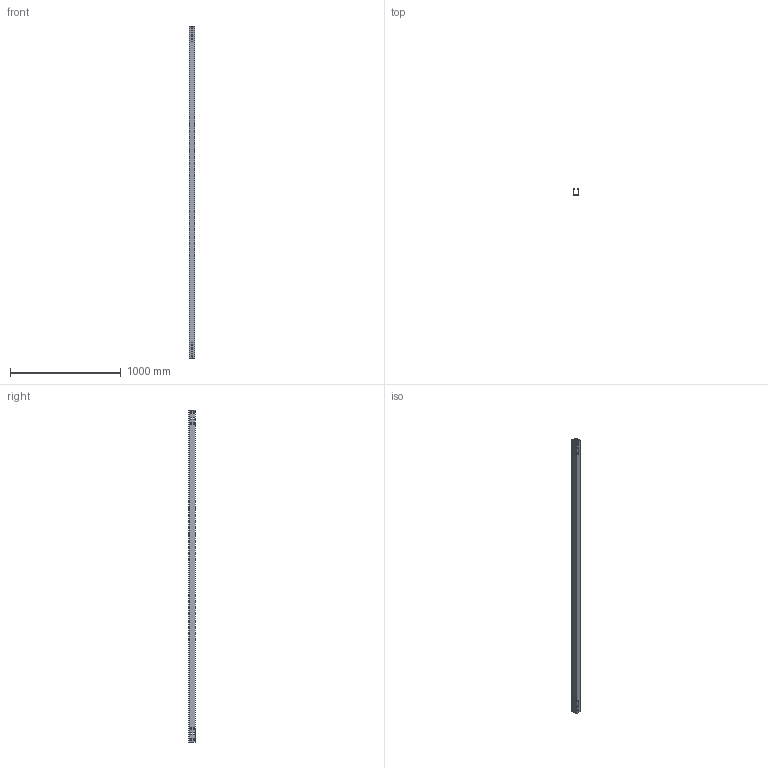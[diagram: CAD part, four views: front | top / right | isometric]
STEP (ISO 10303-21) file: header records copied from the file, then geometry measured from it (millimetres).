
FILE_DESCRIPTION((''),'2;1');
FILE_NAME('6055052','2012-07-18T',('AndreasKeweloh'),(''),'PRO/ENGINEER BY PARAMETRIC TECHNOLOGY CORPORATION, 2012130','PRO/ENGINEER BY PARAMETRIC TECHNOLOGY CORPORATION, 2012130','');
FILE_SCHEMA(('CONFIG_CONTROL_DESIGN'));
Length unit declared in the file: millimetre
Products named in the file (1): 6055052
Bounding box: 50 x 60 x 3000 mm (x, y, z)
Volume: 580699.9 mm3; surface area: 1169373.7 mm2
Topology: 1 solids, 1 shells, 138 faces, 408 edges, 272 vertices
Faces by surface type: plane 70, cylinder 68
Entity records: 4806 total; most frequent: DIRECTION 820, CARTESIAN_POINT 818, ORIENTED_EDGE 816, EDGE_CURVE 408, AXIS2_PLACEMENT_3D 274, VECTOR 272, LINE 272, VERTEX_POINT 272
